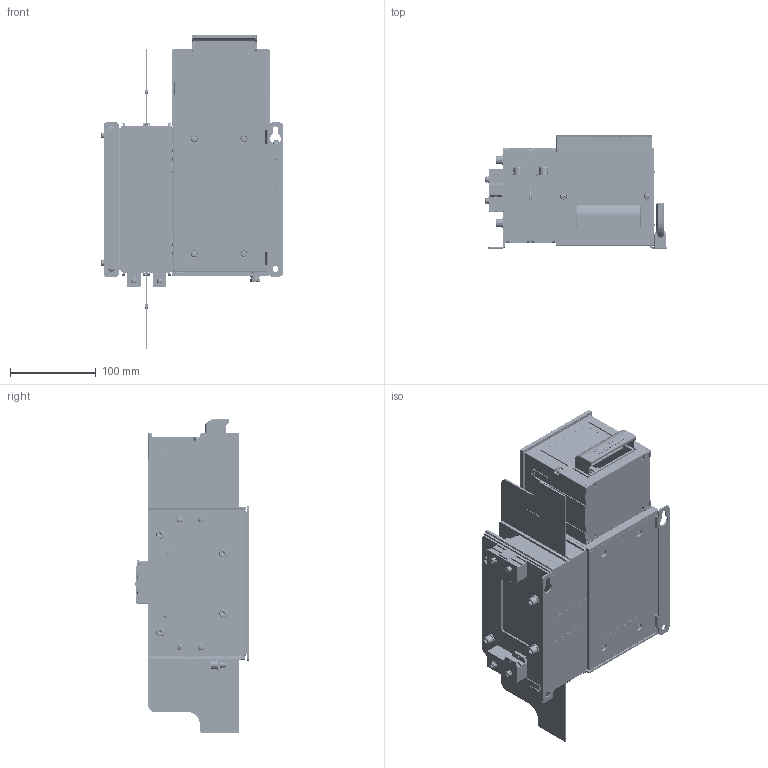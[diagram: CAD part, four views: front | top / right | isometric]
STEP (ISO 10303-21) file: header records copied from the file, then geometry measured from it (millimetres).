
FILE_DESCRIPTION (( 'STEP AP203' ), '1' );
FILE_NAME ('XDQ3-125 2P 2A11-1.STEP', '2024-04-09T01:32:36', ( '' ), ( '' ), 'SwSTEP 2.0', 'SolidWorks 2016', '' );
FILE_SCHEMA (( 'CONFIG_CONTROL_DESIGN' ));
Length unit declared in the file: millimetre
Products named in the file (64): 8XD.925.4102; GB T 97.1 4-1; 5XD.925.4102; 5XD.925.4102-2; 8XD.005.4101; 5XD.203.4213-2; 5XD.558.4201; 5XD.253.4101; GB T 9074.8 M4.83-1; GB T 97.1.5 6; GB T 9074 4.10-3; 8XD.140.4201-2P; XDQ3-125 2P 2A11-1; 2P耜啣; GB T 9074 4.10-4; 5XD.558.4203-2P; 5XD.005.4101; 8XD.315.4104; GB T 9074 4.10-2; 8XD.040.4122; 8XD.300.4119; GB T 70 M10.20; S8_X0; GB T 823 M4.83; _LXW5-11N2L; 8XD.143.4101; GB T 93 6; GB T 823 M4X10-1; GB T 93 4-1; GB T 823 M4X10; 5XD.925.4102-1; GB T9074.5 M4.10; 5XD.925.4102-3; 5XD.558.4201-1; 5XD.300.4101; 5XD.203.4214-2; 6XD.248.4101.1-2; GB T 93 6-1; GB T 823 M3X8; GB T9074.13 M6X12 ...
Assembly tree (99 placements, depth 4):
  XDQ3-125 2P 2A11-1
    5XD.558.4203-2P
      5XD.558.4201
        5XD.558.4201
      5XD.558.4201-1
        5XD.558.4201
      5XD.203.4214-2
      5XD.203.4213-2
    GB T 9074 4.10
      GB T 97.1 4_2
      GB T 823 M4X10
      GB T 93 4_2
    6XD.716.4102.1-2
      8XD.251.4101
      GB T 70 M10.20
    5XD.005.4101
      8XD.005.4101
      8XD.315.4104
    GB T9074.13 M6X12
      GB T 93 6
      GB T 97.1.5 6
      GB T 29.2 M6.12
    GB T9074.5 M4.10
      GB T 97.1 4_2
      GB T 823 M4X10
    5XD.300.4101
      8XD.300.4103
    5XD.253.4101
      S8_X2
      S8_X0
    8XD.040.4122
    8XD.300.4109_1
    GB T 823 M4X6  x4
    8XD.143.4101
    8XD.140.4201-2P
    GB T 845 ST2.9.6.5  x4
    GB T 823 M3X8  x4
    8XD.742.4204  x2
    8LD.742.0279  x2
    2P耜啣
      5XD.925.4102
        GB T 93 6-1
        GB T 97.1.5 6-1
        8XD.925.4102
      5XD.925.4102-1
        GB T 93 6-1
        GB T 97.1.5 6-1
        8XD.925.4102
      5XD.925.4102-2
        GB T 93 6-1
        GB T 97.1.5 6-1
        8XD.925.4102
      5XD.925.4102-3
        GB T 93 6-1
        GB T 97.1.5 6-1
        8XD.925.4102
      2XD.618.4103
        _LXW5-11N2L
      2XD.618.4103-1
        _LXW5-11N2L
Bounding box: 212.87 x 131.98 x 367.3 mm (x, y, z)
Volume: 982866.5 mm3; surface area: 761410.9 mm2
Topology: 94 solids, 113 shells, 6561 faces, 17612 edges, 11484 vertices
Faces by surface type: plane 4904, cylinder 1030, cone 233, bspline 219, torus 138, sphere 37
Full cylindrical faces by diameter (mm): 2 x6, 2.1 x6, 2.4 x2, 2.6 x2, 2.675 x4, 2.8 x2, 2.9 x4, 3 x14, 3.2 x1, 3.241 x8, 3.242 x8, 3.3 x2, 3.5 x6, 3.52 x1, 3.521 x2, 3.545 x12, 4 x26, 4.3 x8, 4.5 x7, 4.917 x1, 5 x2, 5.35 x4, 5.45 x4, 5.5 x3, 6 x30, 6.1 x16, 6.2 x4, 6.4 x11, 6.5 x3, 6.82 x12
Entity records: 191568 total; most frequent: CARTESIAN_POINT 55618, ORIENTED_EDGE 27370, DIRECTION 24382, EDGE_CURVE 13685, VECTOR 10868, LINE 10868, VERTEX_POINT 9104, AXIS2_PLACEMENT_3D 6757
